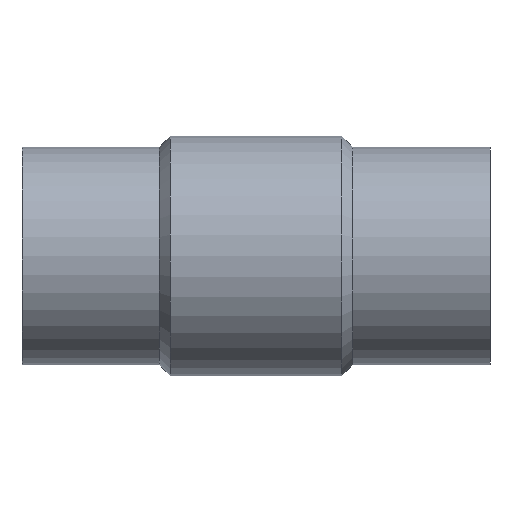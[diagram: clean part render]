
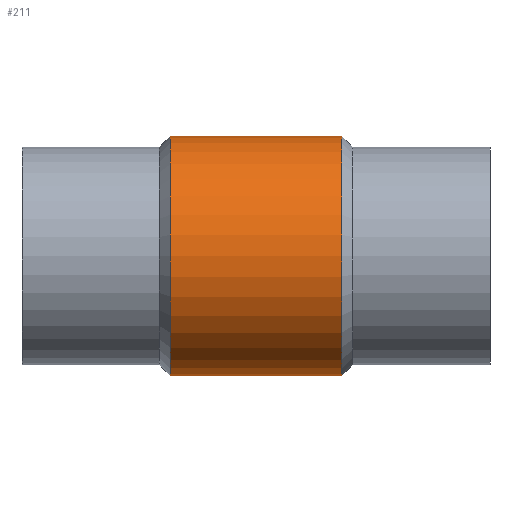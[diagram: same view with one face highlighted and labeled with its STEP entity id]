
A CAD part, top view. The second image highlights one B-rep face of the part: STEP entity #211.
In plain terms, the highlighted cylindrical face has radius 88 mm (diameter 176 mm), a full revolution.
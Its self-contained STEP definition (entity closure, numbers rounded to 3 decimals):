
#25=FACE_OUTER_BOUND('',#38,.T.);
#38=EDGE_LOOP('',(#149,#150,#151,#152,#153,#154,#155,#156,#157));
#56=B_SPLINE_CURVE_WITH_KNOTS('',3,(#416,#417,#418,#419,#420,#421,#422,
#423,#424,#425,#426,#427,#428,#429,#430,#431,#432,#433,#434,#435,#436,#437,
#438,#439,#440,#441,#442,#443,#444,#445,#446,#447,#448,#449),
 .UNSPECIFIED.,.F.,.F.,(4,2,2,2,2,2,2,2,2,2,2,2,2,2,2,2,4),(6.325,
7.115,7.905,8.695,9.484,10.276,
11.067,11.859,12.65,13.441,14.233,
15.024,15.816,16.606,17.395,18.185,
18.975),.UNSPECIFIED.);
#57=B_SPLINE_CURVE_WITH_KNOTS('',3,(#454,#455,#456,#457,#458,#459,#460,
#461,#462,#463,#464,#465,#466,#467,#468,#469,#470,#471),.UNSPECIFIED.,.F.,
 .F.,(4,2,2,2,2,2,2,2,4),(18.975,19.765,20.555,
21.345,22.134,22.926,23.717,24.509,
25.3),.UNSPECIFIED.);
#58=B_SPLINE_CURVE_WITH_KNOTS('',3,(#472,#473,#474,#475,#476,#477,#478,
#479,#480,#481,#482,#483,#484,#485,#486,#487,#488,#489),.UNSPECIFIED.,.F.,
 .F.,(4,2,2,2,2,2,2,2,4),(0.,0.791,1.583,2.374,
3.166,3.956,4.745,5.535,6.325),
 .UNSPECIFIED.);
#60=LINE('',#414,#72);
#61=LINE('',#451,#73);
#72=VECTOR('',#279,88.);
#73=VECTOR('',#280,88.);
#84=CIRCLE('',#246,88.);
#85=CIRCLE('',#247,88.);
#99=VERTEX_POINT('',#411);
#100=VERTEX_POINT('',#413);
#101=VERTEX_POINT('',#415);
#102=VERTEX_POINT('',#450);
#103=VERTEX_POINT('',#453);
#118=EDGE_CURVE('',#99,#99,#84,.T.);
#119=EDGE_CURVE('',#99,#100,#60,.T.);
#120=EDGE_CURVE('',#100,#101,#56,.T.);
#121=EDGE_CURVE('',#101,#102,#61,.T.);
#122=EDGE_CURVE('',#102,#102,#85,.T.);
#123=EDGE_CURVE('',#101,#103,#57,.T.);
#124=EDGE_CURVE('',#103,#100,#58,.T.);
#149=ORIENTED_EDGE('',*,*,#118,.F.);
#150=ORIENTED_EDGE('',*,*,#119,.T.);
#151=ORIENTED_EDGE('',*,*,#120,.T.);
#152=ORIENTED_EDGE('',*,*,#121,.T.);
#153=ORIENTED_EDGE('',*,*,#122,.T.);
#154=ORIENTED_EDGE('',*,*,#121,.F.);
#155=ORIENTED_EDGE('',*,*,#123,.T.);
#156=ORIENTED_EDGE('',*,*,#124,.T.);
#157=ORIENTED_EDGE('',*,*,#119,.F.);
#204=CYLINDRICAL_SURFACE('',#245,88.);
#211=ADVANCED_FACE('',(#25),#204,.T.);
#245=AXIS2_PLACEMENT_3D('',#410,#275,#276);
#246=AXIS2_PLACEMENT_3D('',#412,#277,#278);
#247=AXIS2_PLACEMENT_3D('',#452,#281,#282);
#275=DIRECTION('center_axis',(-1.,0.,0.));
#276=DIRECTION('ref_axis',(0.,0.,1.));
#277=DIRECTION('center_axis',(-1.,0.,0.));
#278=DIRECTION('ref_axis',(0.,0.,1.));
#279=DIRECTION('',(1.,0.,0.));
#280=DIRECTION('',(1.,0.,0.));
#281=DIRECTION('center_axis',(-1.,0.,0.));
#282=DIRECTION('ref_axis',(0.,0.,1.));
#410=CARTESIAN_POINT('Origin',(0.,0.,0.));
#411=CARTESIAN_POINT('',(-63.,0.,-88.));
#412=CARTESIAN_POINT('Origin',(-63.,0.,0.));
#413=CARTESIAN_POINT('',(-41.25,0.,-88.));
#414=CARTESIAN_POINT('',(0.,0.,-88.));
#415=CARTESIAN_POINT('',(41.25,0.,-88.));
#416=CARTESIAN_POINT('Ctrl Pts',(-41.25,0.,-88.));
#417=CARTESIAN_POINT('Ctrl Pts',(-41.25,-2.633,-88.));
#418=CARTESIAN_POINT('Ctrl Pts',(-40.994,-5.343,-87.879));
#419=CARTESIAN_POINT('Ctrl Pts',(-39.93,-10.708,-87.388));
#420=CARTESIAN_POINT('Ctrl Pts',(-39.122,-13.364,-87.018));
#421=CARTESIAN_POINT('Ctrl Pts',(-37.004,-18.434,-86.086));
#422=CARTESIAN_POINT('Ctrl Pts',(-35.692,-20.855,-85.524));
#423=CARTESIAN_POINT('Ctrl Pts',(-32.677,-25.318,-84.311));
#424=CARTESIAN_POINT('Ctrl Pts',(-30.975,-27.361,-83.66));
#425=CARTESIAN_POINT('Ctrl Pts',(-27.358,-30.979,-82.389));
#426=CARTESIAN_POINT('Ctrl Pts',(-25.313,-32.682,-81.723));
#427=CARTESIAN_POINT('Ctrl Pts',(-20.85,-35.694,-80.452));
#428=CARTESIAN_POINT('Ctrl Pts',(-18.432,-37.005,-79.85));
#429=CARTESIAN_POINT('Ctrl Pts',(-13.367,-39.121,-78.835));
#430=CARTESIAN_POINT('Ctrl Pts',(-10.714,-39.928,-78.423));
#431=CARTESIAN_POINT('Ctrl Pts',(-5.35,-40.993,-77.871));
#432=CARTESIAN_POINT('Ctrl Pts',(-2.638,-41.25,-77.733));
#433=CARTESIAN_POINT('Ctrl Pts',(2.638,-41.25,-77.733));
#434=CARTESIAN_POINT('Ctrl Pts',(5.35,-40.993,-77.871));
#435=CARTESIAN_POINT('Ctrl Pts',(10.714,-39.928,-78.423));
#436=CARTESIAN_POINT('Ctrl Pts',(13.367,-39.121,-78.835));
#437=CARTESIAN_POINT('Ctrl Pts',(18.432,-37.005,-79.85));
#438=CARTESIAN_POINT('Ctrl Pts',(20.85,-35.694,-80.452));
#439=CARTESIAN_POINT('Ctrl Pts',(25.313,-32.682,-81.723));
#440=CARTESIAN_POINT('Ctrl Pts',(27.358,-30.979,-82.389));
#441=CARTESIAN_POINT('Ctrl Pts',(30.975,-27.361,-83.66));
#442=CARTESIAN_POINT('Ctrl Pts',(32.677,-25.318,-84.311));
#443=CARTESIAN_POINT('Ctrl Pts',(35.692,-20.855,-85.524));
#444=CARTESIAN_POINT('Ctrl Pts',(37.004,-18.434,-86.086));
#445=CARTESIAN_POINT('Ctrl Pts',(39.122,-13.364,-87.018));
#446=CARTESIAN_POINT('Ctrl Pts',(39.93,-10.708,-87.388));
#447=CARTESIAN_POINT('Ctrl Pts',(40.994,-5.343,-87.879));
#448=CARTESIAN_POINT('Ctrl Pts',(41.25,-2.633,-88.));
#449=CARTESIAN_POINT('Ctrl Pts',(41.25,0.,-88.));
#450=CARTESIAN_POINT('',(63.,0.,-88.));
#451=CARTESIAN_POINT('',(0.,0.,-88.));
#452=CARTESIAN_POINT('Origin',(63.,0.,0.));
#453=CARTESIAN_POINT('',(0.,41.25,-77.733));
#454=CARTESIAN_POINT('Ctrl Pts',(41.25,0.,-88.));
#455=CARTESIAN_POINT('Ctrl Pts',(41.25,2.633,-88.));
#456=CARTESIAN_POINT('Ctrl Pts',(40.994,5.343,-87.879));
#457=CARTESIAN_POINT('Ctrl Pts',(39.93,10.708,-87.388));
#458=CARTESIAN_POINT('Ctrl Pts',(39.122,13.364,-87.018));
#459=CARTESIAN_POINT('Ctrl Pts',(37.004,18.434,-86.086));
#460=CARTESIAN_POINT('Ctrl Pts',(35.692,20.855,-85.524));
#461=CARTESIAN_POINT('Ctrl Pts',(32.677,25.318,-84.311));
#462=CARTESIAN_POINT('Ctrl Pts',(30.975,27.361,-83.66));
#463=CARTESIAN_POINT('Ctrl Pts',(27.358,30.979,-82.389));
#464=CARTESIAN_POINT('Ctrl Pts',(25.313,32.682,-81.723));
#465=CARTESIAN_POINT('Ctrl Pts',(20.85,35.694,-80.452));
#466=CARTESIAN_POINT('Ctrl Pts',(18.432,37.005,-79.85));
#467=CARTESIAN_POINT('Ctrl Pts',(13.367,39.121,-78.835));
#468=CARTESIAN_POINT('Ctrl Pts',(10.714,39.928,-78.423));
#469=CARTESIAN_POINT('Ctrl Pts',(5.35,40.993,-77.871));
#470=CARTESIAN_POINT('Ctrl Pts',(2.638,41.25,-77.733));
#471=CARTESIAN_POINT('Ctrl Pts',(0.,41.25,-77.733));
#472=CARTESIAN_POINT('Ctrl Pts',(0.,41.25,-77.733));
#473=CARTESIAN_POINT('Ctrl Pts',(-2.638,41.25,-77.733));
#474=CARTESIAN_POINT('Ctrl Pts',(-5.35,40.993,-77.871));
#475=CARTESIAN_POINT('Ctrl Pts',(-10.714,39.928,-78.423));
#476=CARTESIAN_POINT('Ctrl Pts',(-13.367,39.121,-78.835));
#477=CARTESIAN_POINT('Ctrl Pts',(-18.432,37.005,-79.85));
#478=CARTESIAN_POINT('Ctrl Pts',(-20.85,35.694,-80.452));
#479=CARTESIAN_POINT('Ctrl Pts',(-25.313,32.682,-81.723));
#480=CARTESIAN_POINT('Ctrl Pts',(-27.358,30.979,-82.389));
#481=CARTESIAN_POINT('Ctrl Pts',(-30.975,27.361,-83.66));
#482=CARTESIAN_POINT('Ctrl Pts',(-32.677,25.318,-84.311));
#483=CARTESIAN_POINT('Ctrl Pts',(-35.692,20.855,-85.524));
#484=CARTESIAN_POINT('Ctrl Pts',(-37.004,18.434,-86.086));
#485=CARTESIAN_POINT('Ctrl Pts',(-39.122,13.364,-87.018));
#486=CARTESIAN_POINT('Ctrl Pts',(-39.93,10.708,-87.388));
#487=CARTESIAN_POINT('Ctrl Pts',(-40.994,5.343,-87.879));
#488=CARTESIAN_POINT('Ctrl Pts',(-41.25,2.633,-88.));
#489=CARTESIAN_POINT('Ctrl Pts',(-41.25,0.,-88.));
